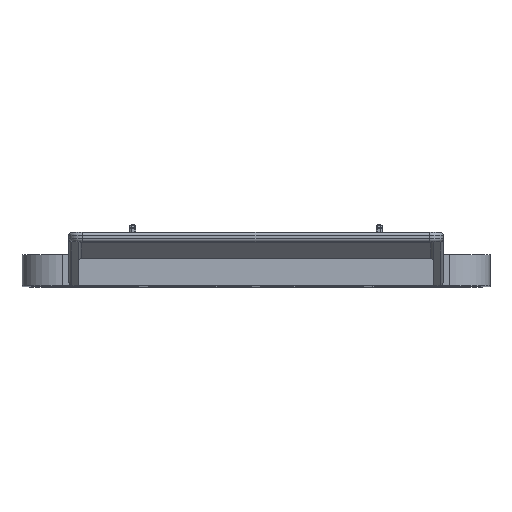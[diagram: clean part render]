
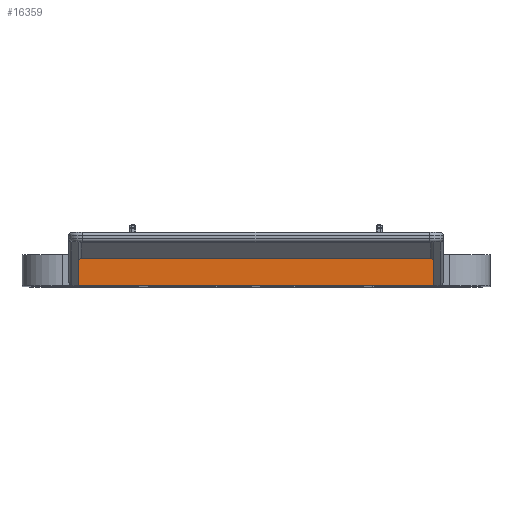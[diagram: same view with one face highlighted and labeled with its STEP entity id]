
A CAD part, top view. The second image highlights one B-rep face of the part: STEP entity #16359.
In plain terms, the highlighted planar face has unit normal (0, 0, 1).
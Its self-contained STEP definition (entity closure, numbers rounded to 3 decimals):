
#941=ELLIPSE('',#18100,1.414,1.);
#945=ELLIPSE('',#18106,1.414,1.);
#2369=FACE_OUTER_BOUND('',#3340,.T.);
#3340=EDGE_LOOP('',(#14634,#14635,#14636,#14637,#14638,#14639));
#4091=LINE('',#24800,#5613);
#4835=LINE('',#28151,#6357);
#4838=LINE('',#28156,#6360);
#4839=LINE('',#28158,#6361);
#5613=VECTOR('',#19083,10.);
#6357=VECTOR('',#22959,10.);
#6360=VECTOR('',#22964,10.);
#6361=VECTOR('',#22967,10.);
#7106=VERTEX_POINT('',#24797);
#7107=VERTEX_POINT('',#24799);
#7806=VERTEX_POINT('',#28127);
#7807=VERTEX_POINT('',#28129);
#7813=VERTEX_POINT('',#28144);
#7814=VERTEX_POINT('',#28146);
#8597=EDGE_CURVE('',#7107,#7106,#4091,.T.);
#10115=EDGE_CURVE('',#7807,#7806,#941,.T.);
#10123=EDGE_CURVE('',#7814,#7813,#945,.T.);
#10126=EDGE_CURVE('',#7106,#7807,#4835,.T.);
#10129=EDGE_CURVE('',#7806,#7814,#4838,.T.);
#10130=EDGE_CURVE('',#7813,#7107,#4839,.T.);
#14634=ORIENTED_EDGE('',*,*,#10115,.T.);
#14635=ORIENTED_EDGE('',*,*,#10129,.T.);
#14636=ORIENTED_EDGE('',*,*,#10123,.T.);
#14637=ORIENTED_EDGE('',*,*,#10130,.T.);
#14638=ORIENTED_EDGE('',*,*,#8597,.T.);
#14639=ORIENTED_EDGE('',*,*,#10126,.T.);
#15456=PLANE('',#18110);
#16359=ADVANCED_FACE('',(#2369),#15456,.T.);
#18100=AXIS2_PLACEMENT_3D('',#28130,#22936,#22937);
#18106=AXIS2_PLACEMENT_3D('',#28147,#22952,#22953);
#18110=AXIS2_PLACEMENT_3D('',#28157,#22965,#22966);
#19083=DIRECTION('',(1.,0.,0.));
#22936=DIRECTION('center_axis',(0.,0.,1.));
#22937=DIRECTION('ref_axis',(0.,1.,0.));
#22952=DIRECTION('center_axis',(0.,0.,1.));
#22953=DIRECTION('ref_axis',(0.,1.,0.));
#22959=DIRECTION('',(0.,1.,0.));
#22964=DIRECTION('',(-1.,0.,0.));
#22965=DIRECTION('center_axis',(0.,0.,1.));
#22966=DIRECTION('ref_axis',(1.,0.,0.));
#22967=DIRECTION('',(0.,-1.,0.));
#24797=CARTESIAN_POINT('',(57.,-12.917,115.));
#24799=CARTESIAN_POINT('',(-57.,-12.917,115.));
#24800=CARTESIAN_POINT('',(-75.,-12.917,115.));
#28127=CARTESIAN_POINT('',(56.,-4.16,115.));
#28129=CARTESIAN_POINT('',(57.,-5.574,115.));
#28130=CARTESIAN_POINT('Origin',(56.,-5.574,115.));
#28144=CARTESIAN_POINT('',(-57.,-5.574,115.));
#28146=CARTESIAN_POINT('',(-56.,-4.16,115.));
#28147=CARTESIAN_POINT('Origin',(-56.,-5.574,115.));
#28151=CARTESIAN_POINT('',(57.,-9.4,115.));
#28156=CARTESIAN_POINT('',(-37.5,-4.16,115.));
#28157=CARTESIAN_POINT('Origin',(-75.,-12.917,115.));
#28158=CARTESIAN_POINT('',(-57.,-9.4,115.));
